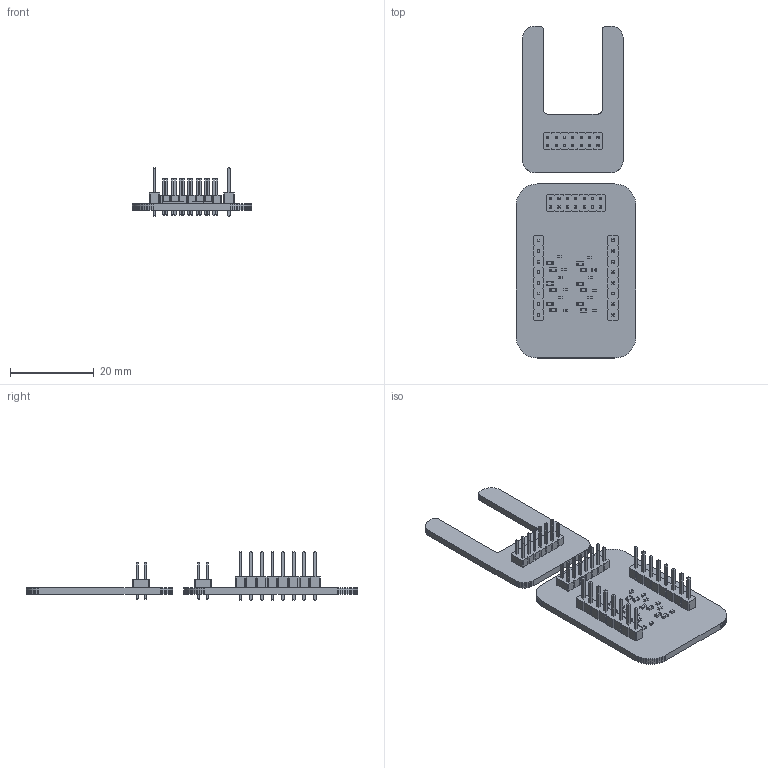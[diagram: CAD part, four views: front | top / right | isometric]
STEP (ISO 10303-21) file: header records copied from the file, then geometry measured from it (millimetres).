
FILE_DESCRIPTION(('KiCad electronic assembly'),'2;1');
FILE_NAME('TipLets_Board.step','2023-09-01T19:30:19',('Pcbnew'),('Kicad' ),'Open CASCADE STEP processor 7.7','KiCad to STEP converter', 'Unknown');
FILE_SCHEMA(('AUTOMOTIVE_DESIGN { 1 0 10303 214 1 1 1 1 }'));
Length unit declared in the file: millimetre
Products named in the file (11): TipLets_Board 1; C_0402_1005Metric; SOLID; PinHeader_1x08_P2.54mm_Vertical; R_0603_1608Metric; PinHeader_2x07_P2.00mm_Vertical; TipLets_Board PCB1; TipLets_Board PCB2
Assembly tree (34 placements, depth 3):
  TipLets_Board 1
    C_0402_1005Metric  x12
      SOLID
    PinHeader_1x08_P2.54mm_Vertical  x2
      SOLID
    R_0603_1608Metric  x12
      SOLID
    PinHeader_2x07_P2.00mm_Vertical  x2
      SOLID
    TipLets_Board PCB1
    TipLets_Board PCB2
Bounding box: 28.5 x 79.18 x 11.54 mm (x, y, z)
Volume: 3235.8 mm3; surface area: 5620.7 mm2
Topology: 30 solids, 30 shells, 1856 faces, 4652 edges, 2968 vertices
Faces by surface type: plane 1572, cylinder 284
Full cylindrical faces by diameter (mm): 0.8 x28, 1 x16
Entity records: 52626 total; most frequent: CARTESIAN_POINT 8541, DIRECTION 7476, LINE 5594, VECTOR 5594, ORIENTED_EDGE 3900, PCURVE 3900, DEFINITIONAL_REPRESENTATION 3900, EDGE_CURVE 1950
